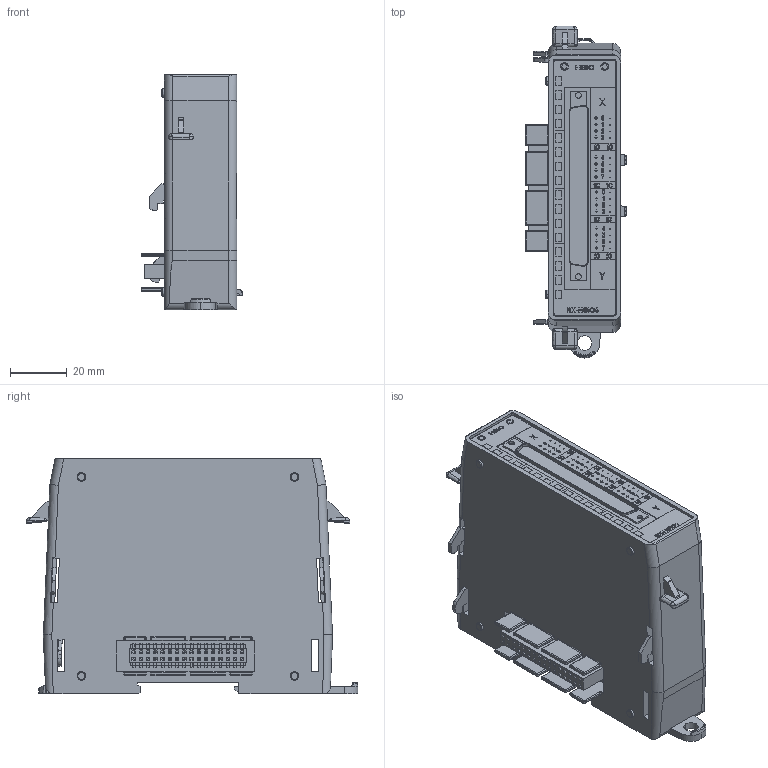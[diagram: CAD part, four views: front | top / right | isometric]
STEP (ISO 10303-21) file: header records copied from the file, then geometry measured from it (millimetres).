
FILE_DESCRIPTION (( 'STEP AP214' ), '1' );
FILE_NAME ('BX-HSIO4 new m c comb 1 fXT c.STEP', '2020-08-19T16:31:47', ( '' ), ( '' ), 'SwSTEP 2.0', 'SolidWorks 2017', '' );
FILE_SCHEMA (( 'AUTOMOTIVE_DESIGN' ));
Length unit declared in the file: inch
Products named in the file (1): BX-HSIO4 new m c comb 1 fXT c
Bounding box: 35.57 x 116.5 x 82.82 mm (x, y, z)
Volume: 189620.2 mm3; surface area: 46871.4 mm2
Topology: 22 solids, 31 shells, 3828 faces, 10121 edges, 6513 vertices
Faces by surface type: plane 2931, bspline 436, cylinder 377, torus 41, cone 35, sphere 8
Entity records: 160272 total; most frequent: CARTESIAN_POINT 51314, ORIENTED_EDGE 20214, DIRECTION 16015, EDGE_CURVE 10107, LINE 8205, VECTOR 8205, VERTEX_POINT 6511, EDGE_LOOP 4276
